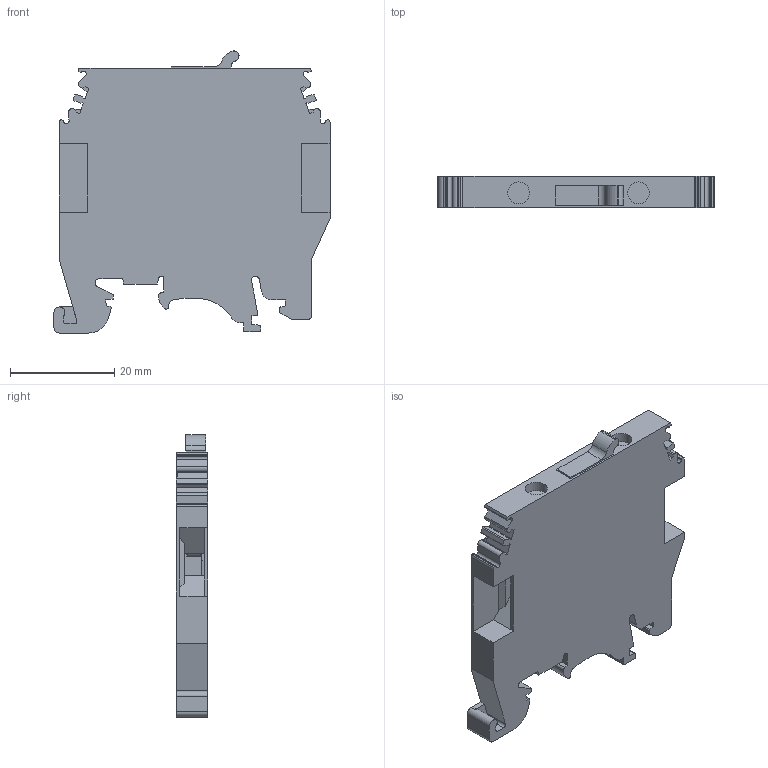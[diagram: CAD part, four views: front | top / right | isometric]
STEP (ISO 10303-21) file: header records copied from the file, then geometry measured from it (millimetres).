
FILE_DESCRIPTION(/* description */ ('Unknown'),/* implementation_level */ '2;1');
FILE_NAME(/* name */ 'KULTD4TS_GY_3D',/* time_stamp */ '2021-03-28T15:40:43+05:00',/* author */ ('Unknown'),/* organization */ ('Unknown'),/* preprocessor_version */ 'ST-DEVELOPER v16.7',/* originating_system */ 'DEX',/* authorisation */ $);
FILE_SCHEMA (('AUTOMOTIVE_DESIGN {1 0 10303 214 3 1 1}'));
Length unit declared in the file: millimetre
Products named in the file (1): Part7
Bounding box: 53 x 6 x 54.14 mm (x, y, z)
Volume: 11825.9 mm3; surface area: 7174.4 mm2
Topology: 1 solids, 1 shells, 561 faces, 1523 edges, 990 vertices
Faces by surface type: plane 425, cylinder 136
Full cylindrical faces by diameter (mm): 1.6 x1, 4.2 x2
Entity records: 21405 total; most frequent: CARTESIAN_POINT 3072, ORIENTED_EDGE 3040, DIRECTION 2918, EDGE_CURVE 1520, LINE 1246, VECTOR 1246, VERTEX_POINT 990, AXIS2_PLACEMENT_3D 836
